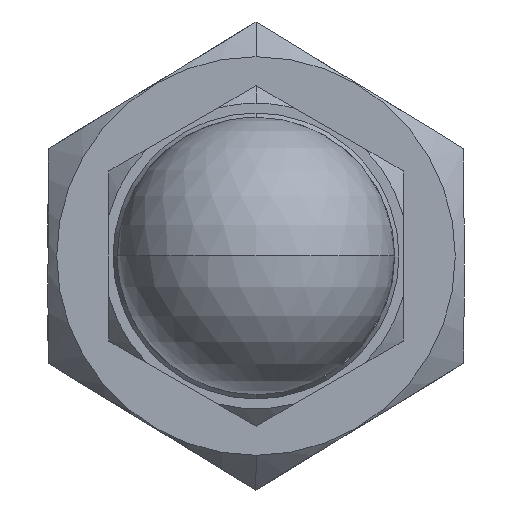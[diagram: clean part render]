
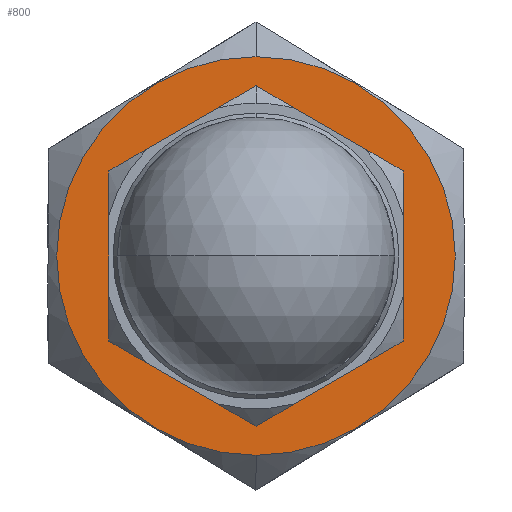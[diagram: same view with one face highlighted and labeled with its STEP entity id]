
A CAD part, front view. The second image highlights one B-rep face of the part: STEP entity #800.
In plain terms, the highlighted planar face has unit normal (0, -1, 0).
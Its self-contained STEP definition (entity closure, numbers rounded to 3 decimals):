
#9 = DIRECTION ( 'NONE',  ( 0., -1., 0. ) ) ;
#15 = DIRECTION ( 'NONE',  ( 0., 1., 0. ) ) ;
#112 = ORIENTED_EDGE ( 'NONE', *, *, #1709, .F. ) ;
#141 = DIRECTION ( 'NONE',  ( 0., 0., -1. ) ) ;
#180 = EDGE_CURVE ( 'NONE', #1660, #1226, #1077, .T. ) ;
#233 = CARTESIAN_POINT ( 'NONE',  ( 0., 57., 0. ) ) ;
#266 = CARTESIAN_POINT ( 'NONE',  ( 0., 57., -8. ) ) ;
#314 = DIRECTION ( 'NONE',  ( 0., 0., 1. ) ) ;
#453 = DIRECTION ( 'NONE',  ( 0., 1., 0. ) ) ;
#473 = AXIS2_PLACEMENT_3D ( 'NONE', #757, #9, #141 ) ;
#480 = FACE_OUTER_BOUND ( 'NONE', #1251, .T. ) ;
#485 = DIRECTION ( 'NONE',  ( 0., 0., -1. ) ) ;
#498 = CIRCLE ( 'NONE', #1041, 11.5 ) ;
#539 = DIRECTION ( 'NONE',  ( 0., 0., -1. ) ) ;
#570 = VERTEX_POINT ( 'NONE', #1641 ) ;
#583 = EDGE_LOOP ( 'NONE', ( #1731, #739 ) ) ;
#644 = PLANE ( 'NONE',  #1990 ) ;
#739 = ORIENTED_EDGE ( 'NONE', *, *, #1916, .F. ) ;
#749 = CARTESIAN_POINT ( 'NONE',  ( 0., 57., 0. ) ) ;
#757 = CARTESIAN_POINT ( 'NONE',  ( 0., 57., 0. ) ) ;
#784 = ORIENTED_EDGE ( 'NONE', *, *, #1888, .F. ) ;
#800 = ADVANCED_FACE ( 'NONE', ( #1982, #480 ), #644, .T. ) ;
#854 = DIRECTION ( 'NONE',  ( 0., -1., 0. ) ) ;
#1041 = AXIS2_PLACEMENT_3D ( 'NONE', #749, #453, #1517 ) ;
#1077 = CIRCLE ( 'NONE', #473, 8. ) ;
#1208 = CARTESIAN_POINT ( 'NONE',  ( 0., 57., 8. ) ) ;
#1226 = VERTEX_POINT ( 'NONE', #1208 ) ;
#1251 = EDGE_LOOP ( 'NONE', ( #784, #112 ) ) ;
#1274 = DIRECTION ( 'NONE',  ( 0., -1., 0. ) ) ;
#1517 = DIRECTION ( 'NONE',  ( 0., 0., 1. ) ) ;
#1528 = CIRCLE ( 'NONE', #1923, 8. ) ;
#1555 = CARTESIAN_POINT ( 'NONE',  ( 0., 57., 0. ) ) ;
#1641 = CARTESIAN_POINT ( 'NONE',  ( 0., 57., -11.5 ) ) ;
#1660 = VERTEX_POINT ( 'NONE', #266 ) ;
#1704 = CARTESIAN_POINT ( 'NONE',  ( 0., 57., 11.5 ) ) ;
#1709 = EDGE_CURVE ( 'NONE', #570, #1833, #498, .T. ) ;
#1718 = CARTESIAN_POINT ( 'NONE',  ( 0., 57., 0. ) ) ;
#1731 = ORIENTED_EDGE ( 'NONE', *, *, #180, .F. ) ;
#1763 = AXIS2_PLACEMENT_3D ( 'NONE', #1555, #15, #314 ) ;
#1765 = CIRCLE ( 'NONE', #1763, 11.5 ) ;
#1833 = VERTEX_POINT ( 'NONE', #1704 ) ;
#1888 = EDGE_CURVE ( 'NONE', #1833, #570, #1765, .T. ) ;
#1916 = EDGE_CURVE ( 'NONE', #1226, #1660, #1528, .T. ) ;
#1923 = AXIS2_PLACEMENT_3D ( 'NONE', #233, #854, #539 ) ;
#1982 = FACE_BOUND ( 'NONE', #583, .T. ) ;
#1990 = AXIS2_PLACEMENT_3D ( 'NONE', #1718, #1274, #485 ) ;
